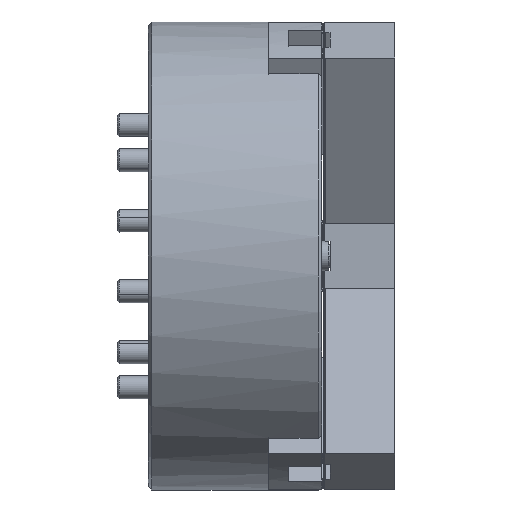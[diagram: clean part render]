
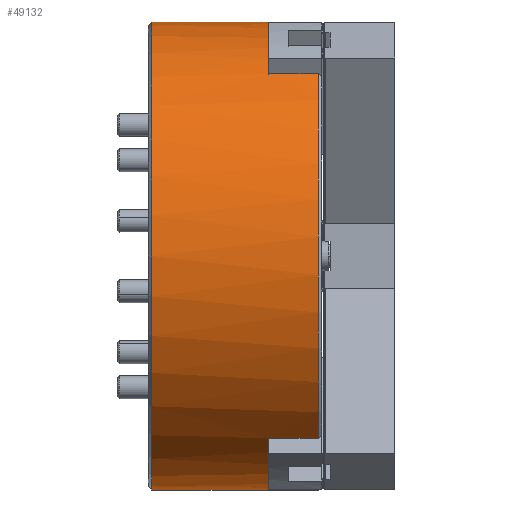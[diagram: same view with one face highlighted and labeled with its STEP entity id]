
A CAD part, front view. The second image highlights one B-rep face of the part: STEP entity #49132.
In plain terms, the highlighted cylindrical face has radius 202.5 mm (diameter 405 mm), a partial arc.
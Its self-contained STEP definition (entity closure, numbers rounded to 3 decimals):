
#107 = DIRECTION ( 'NONE',  ( 0., 1., 0. ) ) ;
#245 = CIRCLE ( 'NONE', #36736, 202.5 ) ;
#332 = DIRECTION ( 'NONE',  ( 1., 0., 0. ) ) ;
#899 = VERTEX_POINT ( 'NONE', #48882 ) ;
#1180 = CARTESIAN_POINT ( 'NONE',  ( 147., 0., -202.5 ) ) ;
#1536 = CIRCLE ( 'NONE', #3143, 202.5 ) ;
#1597 = VERTEX_POINT ( 'NONE', #1180 ) ;
#1738 = CARTESIAN_POINT ( 'NONE',  ( 147., 0., 0. ) ) ;
#1815 = CARTESIAN_POINT ( 'NONE',  ( 104., -126.903, -157.803 ) ) ;
#2415 = CARTESIAN_POINT ( 'NONE',  ( 104., -73.21, -188.803 ) ) ;
#2441 = DIRECTION ( 'NONE',  ( -1., 0., 0. ) ) ;
#3143 = AXIS2_PLACEMENT_3D ( 'NONE', #17114, #50146, #21890 ) ;
#3648 = ORIENTED_EDGE ( 'NONE', *, *, #40593, .T. ) ;
#3898 = CIRCLE ( 'NONE', #19745, 202.5 ) ;
#4218 = EDGE_LOOP ( 'NONE', ( #39479, #15755, #60024, #13741, #40517, #20804, #8500, #8048, #22526, #37891, #5906, #3648 ) ) ;
#4516 = AXIS2_PLACEMENT_3D ( 'NONE', #22142, #55147, #26917 ) ;
#5318 = VECTOR ( 'NONE', #16614, 1000. ) ;
#5899 = CARTESIAN_POINT ( 'NONE',  ( 147., 0., 0. ) ) ;
#5906 = ORIENTED_EDGE ( 'NONE', *, *, #25224, .T. ) ;
#6037 = VERTEX_POINT ( 'NONE', #2415 ) ;
#6468 = DIRECTION ( 'NONE',  ( 0., 0., 1. ) ) ;
#6974 = EDGE_CURVE ( 'NONE', #23283, #35694, #3898, .T. ) ;
#7441 = VERTEX_POINT ( 'NONE', #19110 ) ;
#8048 = ORIENTED_EDGE ( 'NONE', *, *, #8144, .F. ) ;
#8144 = EDGE_CURVE ( 'NONE', #12323, #31935, #1536, .T. ) ;
#8322 = CARTESIAN_POINT ( 'NONE',  ( -10.155, 0., -202.5 ) ) ;
#8500 = ORIENTED_EDGE ( 'NONE', *, *, #27891, .F. ) ;
#9262 = CARTESIAN_POINT ( 'NONE',  ( 104., -73.21, 188.803 ) ) ;
#9595 = CARTESIAN_POINT ( 'NONE',  ( -10.155, -73.21, -188.803 ) ) ;
#10550 = LINE ( 'NONE', #13053, #35739 ) ;
#10621 = DIRECTION ( 'NONE',  ( 0., 0., 1. ) ) ;
#11415 = VERTEX_POINT ( 'NONE', #39002 ) ;
#12323 = VERTEX_POINT ( 'NONE', #9262 ) ;
#13053 = CARTESIAN_POINT ( 'NONE',  ( -10.155, -126.903, -157.803 ) ) ;
#13458 = CARTESIAN_POINT ( 'NONE',  ( 3., 0., 0. ) ) ;
#13741 = ORIENTED_EDGE ( 'NONE', *, *, #39031, .F. ) ;
#14367 = LINE ( 'NONE', #14555, #24841 ) ;
#14555 = CARTESIAN_POINT ( 'NONE',  ( -10.155, -73.21, 188.803 ) ) ;
#14680 = FACE_OUTER_BOUND ( 'NONE', #4218, .T. ) ;
#14852 = CARTESIAN_POINT ( 'NONE',  ( -10.155, 0., 0. ) ) ;
#15755 = ORIENTED_EDGE ( 'NONE', *, *, #54253, .T. ) ;
#16614 = DIRECTION ( 'NONE',  ( 1., 0., 0. ) ) ;
#17114 = CARTESIAN_POINT ( 'NONE',  ( 104., 0., 0. ) ) ;
#17273 = VERTEX_POINT ( 'NONE', #1815 ) ;
#17902 = LINE ( 'NONE', #25945, #5318 ) ;
#18246 = DIRECTION ( 'NONE',  ( 0., 0., -1. ) ) ;
#19110 = CARTESIAN_POINT ( 'NONE',  ( 3., 0., 202.5 ) ) ;
#19745 = AXIS2_PLACEMENT_3D ( 'NONE', #5899, #38979, #10621 ) ;
#20804 = ORIENTED_EDGE ( 'NONE', *, *, #21928, .T. ) ;
#21890 = DIRECTION ( 'NONE',  ( 0., 1., 0. ) ) ;
#21928 = EDGE_CURVE ( 'NONE', #42495, #899, #42239, .T. ) ;
#22142 = CARTESIAN_POINT ( 'NONE',  ( 147., 0., 0. ) ) ;
#22526 = ORIENTED_EDGE ( 'NONE', *, *, #59322, .F. ) ;
#23283 = VERTEX_POINT ( 'NONE', #23826 ) ;
#23826 = CARTESIAN_POINT ( 'NONE',  ( 147., -73.21, 188.803 ) ) ;
#24768 = VECTOR ( 'NONE', #332, 1000. ) ;
#24841 = VECTOR ( 'NONE', #38135, 1000. ) ;
#25224 = EDGE_CURVE ( 'NONE', #35694, #7441, #57384, .T. ) ;
#25945 = CARTESIAN_POINT ( 'NONE',  ( -10.155, -126.903, 157.803 ) ) ;
#26752 = AXIS2_PLACEMENT_3D ( 'NONE', #1738, #34809, #6468 ) ;
#26881 = VECTOR ( 'NONE', #60158, 1000. ) ;
#26917 = DIRECTION ( 'NONE',  ( 0., 0., 1. ) ) ;
#27744 = LINE ( 'NONE', #9595, #24768 ) ;
#27891 = EDGE_CURVE ( 'NONE', #31935, #899, #17902, .T. ) ;
#28021 = AXIS2_PLACEMENT_3D ( 'NONE', #56676, #28442, #107 ) ;
#28442 = DIRECTION ( 'NONE',  ( 1., 0., 0. ) ) ;
#31935 = VERTEX_POINT ( 'NONE', #54161 ) ;
#32100 = EDGE_CURVE ( 'NONE', #42495, #17273, #10550, .T. ) ;
#32322 = VECTOR ( 'NONE', #2441, 1000. ) ;
#34809 = DIRECTION ( 'NONE',  ( -1., 0., 0. ) ) ;
#35694 = VERTEX_POINT ( 'NONE', #57514 ) ;
#35739 = VECTOR ( 'NONE', #60124, 1000. ) ;
#35832 = CIRCLE ( 'NONE', #4516, 202.5 ) ;
#35918 = AXIS2_PLACEMENT_3D ( 'NONE', #14852, #47918, #43184 ) ;
#36736 = AXIS2_PLACEMENT_3D ( 'NONE', #13458, #46515, #18246 ) ;
#37891 = ORIENTED_EDGE ( 'NONE', *, *, #6974, .T. ) ;
#38135 = DIRECTION ( 'NONE',  ( -1., 0., 0. ) ) ;
#38369 = CYLINDRICAL_SURFACE ( 'NONE', #35918, 202.5 ) ;
#38892 = EDGE_CURVE ( 'NONE', #1597, #11415, #40899, .T. ) ;
#38979 = DIRECTION ( 'NONE',  ( -1., 0., 0. ) ) ;
#39002 = CARTESIAN_POINT ( 'NONE',  ( 3., 0., -202.5 ) ) ;
#39031 = EDGE_CURVE ( 'NONE', #17273, #6037, #48369, .T. ) ;
#39479 = ORIENTED_EDGE ( 'NONE', *, *, #38892, .F. ) ;
#39480 = CARTESIAN_POINT ( 'NONE',  ( 147., -126.903, -157.803 ) ) ;
#40517 = ORIENTED_EDGE ( 'NONE', *, *, #32100, .F. ) ;
#40593 = EDGE_CURVE ( 'NONE', #7441, #11415, #245, .T. ) ;
#40899 = LINE ( 'NONE', #8322, #26881 ) ;
#40927 = VERTEX_POINT ( 'NONE', #45029 ) ;
#42239 = CIRCLE ( 'NONE', #26752, 202.5 ) ;
#42495 = VERTEX_POINT ( 'NONE', #39480 ) ;
#43184 = DIRECTION ( 'NONE',  ( 0., 0., 1. ) ) ;
#44798 = CARTESIAN_POINT ( 'NONE',  ( -10.155, 0., 202.5 ) ) ;
#45029 = CARTESIAN_POINT ( 'NONE',  ( 147., -73.21, -188.803 ) ) ;
#45993 = EDGE_CURVE ( 'NONE', #6037, #40927, #27744, .T. ) ;
#46515 = DIRECTION ( 'NONE',  ( 1., 0., 0. ) ) ;
#47918 = DIRECTION ( 'NONE',  ( -1., 0., 0. ) ) ;
#48369 = CIRCLE ( 'NONE', #28021, 202.5 ) ;
#48882 = CARTESIAN_POINT ( 'NONE',  ( 147., -126.903, 157.803 ) ) ;
#49132 = ADVANCED_FACE ( 'NONE', ( #14680 ), #38369, .T. ) ;
#50146 = DIRECTION ( 'NONE',  ( 1., 0., 0. ) ) ;
#54161 = CARTESIAN_POINT ( 'NONE',  ( 104., -126.903, 157.803 ) ) ;
#54253 = EDGE_CURVE ( 'NONE', #1597, #40927, #35832, .T. ) ;
#55147 = DIRECTION ( 'NONE',  ( -1., 0., 0. ) ) ;
#56676 = CARTESIAN_POINT ( 'NONE',  ( 104., 0., 0. ) ) ;
#57384 = LINE ( 'NONE', #44798, #32322 ) ;
#57514 = CARTESIAN_POINT ( 'NONE',  ( 147., 0., 202.5 ) ) ;
#59322 = EDGE_CURVE ( 'NONE', #23283, #12323, #14367, .T. ) ;
#60024 = ORIENTED_EDGE ( 'NONE', *, *, #45993, .F. ) ;
#60124 = DIRECTION ( 'NONE',  ( -1., 0., 0. ) ) ;
#60158 = DIRECTION ( 'NONE',  ( -1., 0., 0. ) ) ;
